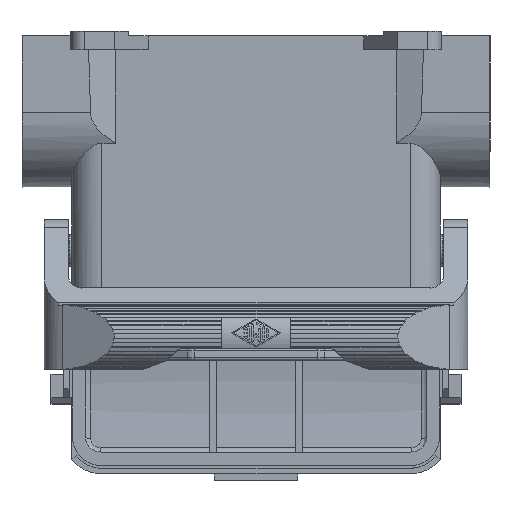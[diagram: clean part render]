
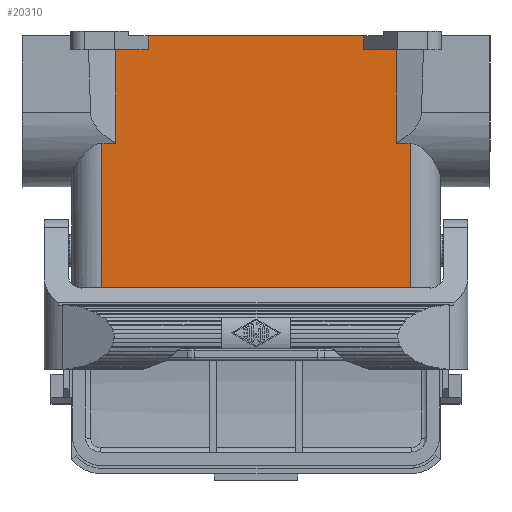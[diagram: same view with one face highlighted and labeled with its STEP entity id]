
A CAD part, left-side view. The second image highlights one B-rep face of the part: STEP entity #20310.
In plain terms, the highlighted face is planar.
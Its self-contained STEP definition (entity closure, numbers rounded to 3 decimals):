
#500=CARTESIAN_POINT('',(12.945,-30.459,3.));
#510=VERTEX_POINT('',#500);
#690=CARTESIAN_POINT('',(12.945,-30.459,23.188));
#700=VERTEX_POINT('',#690);
#730=CARTESIAN_POINT('',(12.945,-30.459,0.));
#740=DIRECTION('',(0.,0.,-1.));
#750=VECTOR('',#740,1.);
#760=LINE('',#730,#750);
#770=EDGE_CURVE('',#700,#510,#760,.T.);
#11940=CARTESIAN_POINT('',(12.945,-23.458,3.));
#11950=VERTEX_POINT('',#11940);
#11980=CARTESIAN_POINT('',(12.945,-23.458,0.));
#11990=DIRECTION('',(0.,-0.,-1.));
#12000=VECTOR('',#11990,1.);
#12010=LINE('',#11980,#12000);
#12020=CARTESIAN_POINT('',(12.945,-23.458,-0.));
#12030=VERTEX_POINT('',#12020);
#12040=EDGE_CURVE('',#11950,#12030,#12010,.T.);
#17600=CARTESIAN_POINT('',(12.945,-33.42,56.));
#17610=VERTEX_POINT('',#17600);
#17960=CARTESIAN_POINT('',(12.945,33.08,56.));
#17970=VERTEX_POINT('',#17960);
#18000=CARTESIAN_POINT('',(12.945,39.58,56.));
#18010=DIRECTION('',(0.,-1.,0.));
#18020=VECTOR('',#18010,1.);
#18030=LINE('',#18000,#18020);
#18040=EDGE_CURVE('',#17970,#17610,#18030,.T.);
#19590=CARTESIAN_POINT('',(12.945,-33.42,56.));
#19600=DIRECTION('',(1.,0.,0.));
#19610=DIRECTION('',(0.,1.,0.));
#19620=AXIS2_PLACEMENT_3D('',#19590,#19600,#19610);
#19630=PLANE('',#19620);
#19640=CARTESIAN_POINT('',(12.945,23.118,0.));
#19650=DIRECTION('',(0.,0.,-1.));
#19660=VECTOR('',#19650,1.);
#19670=LINE('',#19640,#19660);
#19680=CARTESIAN_POINT('',(12.945,23.118,3.));
#19690=VERTEX_POINT('',#19680);
#19700=CARTESIAN_POINT('',(12.945,23.118,0.));
#19710=VERTEX_POINT('',#19700);
#19720=EDGE_CURVE('',#19690,#19710,#19670,.T.);
#19730=ORIENTED_EDGE('',*,*,#19720,.F.);
#19740=CARTESIAN_POINT('',(12.945,0.,0.));
#19750=DIRECTION('',(0.,1.,0.));
#19760=VECTOR('',#19750,1.);
#19770=LINE('',#19740,#19760);
#19780=EDGE_CURVE('',#12030,#19710,#19770,.T.);
#19790=ORIENTED_EDGE('',*,*,#19780,.T.);
#19800=ORIENTED_EDGE('',*,*,#12040,.T.);
#19810=CARTESIAN_POINT('',(12.945,0.,3.));
#19820=DIRECTION('',(0.,1.,0.));
#19830=VECTOR('',#19820,1.);
#19840=LINE('',#19810,#19830);
#19850=EDGE_CURVE('',#510,#11950,#19840,.T.);
#19860=ORIENTED_EDGE('',*,*,#19850,.T.);
#19870=ORIENTED_EDGE('',*,*,#770,.T.);
#19880=CARTESIAN_POINT('',(12.945,-50.67,23.188));
#19890=DIRECTION('',(0.,1.,0.));
#19900=VECTOR('',#19890,1.);
#19910=LINE('',#19880,#19900);
#19920=CARTESIAN_POINT('',(12.945,-33.42,23.188));
#19930=VERTEX_POINT('',#19920);
#19940=EDGE_CURVE('',#19930,#700,#19910,.T.);
#19950=ORIENTED_EDGE('',*,*,#19940,.T.);
#19960=CARTESIAN_POINT('',(12.945,-33.42,56.));
#19970=DIRECTION('',(0.,0.,-1.));
#19980=VECTOR('',#19970,1.);
#19990=LINE('',#19960,#19980);
#20000=EDGE_CURVE('',#17610,#19930,#19990,.T.);
#20010=ORIENTED_EDGE('',*,*,#20000,.T.);
#20020=ORIENTED_EDGE('',*,*,#18040,.T.);
#20030=CARTESIAN_POINT('',(12.945,33.08,56.));
#20040=DIRECTION('',(0.,0.,-1.));
#20050=VECTOR('',#20040,1.);
#20060=LINE('',#20030,#20050);
#20070=CARTESIAN_POINT('',(12.945,33.08,23.188));
#20080=VERTEX_POINT('',#20070);
#20090=EDGE_CURVE('',#17970,#20080,#20060,.T.);
#20100=ORIENTED_EDGE('',*,*,#20090,.F.);
#20110=CARTESIAN_POINT('',(12.945,30.119,23.188));
#20120=VERTEX_POINT('',#20110);
#20130=EDGE_CURVE('',#20120,#20080,#19910,.T.);
#20140=ORIENTED_EDGE('',*,*,#20130,.T.);
#20150=CARTESIAN_POINT('',(12.945,30.119,0.));
#20160=DIRECTION('',(0.,0.,-1.));
#20170=VECTOR('',#20160,1.);
#20180=LINE('',#20150,#20170);
#20190=CARTESIAN_POINT('',(12.945,30.119,3.));
#20200=VERTEX_POINT('',#20190);
#20210=EDGE_CURVE('',#20120,#20200,#20180,.T.);
#20220=ORIENTED_EDGE('',*,*,#20210,.F.);
#20230=CARTESIAN_POINT('',(12.945,0.,3.));
#20240=DIRECTION('',(0.,-1.,0.));
#20250=VECTOR('',#20240,1.);
#20260=LINE('',#20230,#20250);
#20270=EDGE_CURVE('',#20200,#19690,#20260,.T.);
#20280=ORIENTED_EDGE('',*,*,#20270,.F.);
#20290=EDGE_LOOP('',(#20280,#20220,#20140,#20100,#20020,#20010,#19950,
#19870,#19860,#19800,#19790,#19730));
#20300=FACE_OUTER_BOUND('',#20290,.T.);
#20310=ADVANCED_FACE('',(#20300),#19630,.T.);
